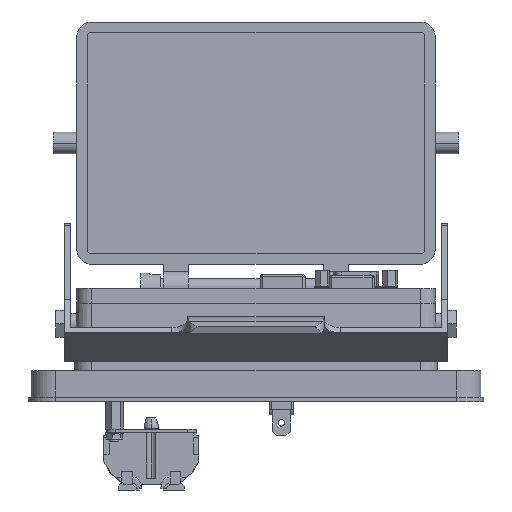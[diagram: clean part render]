
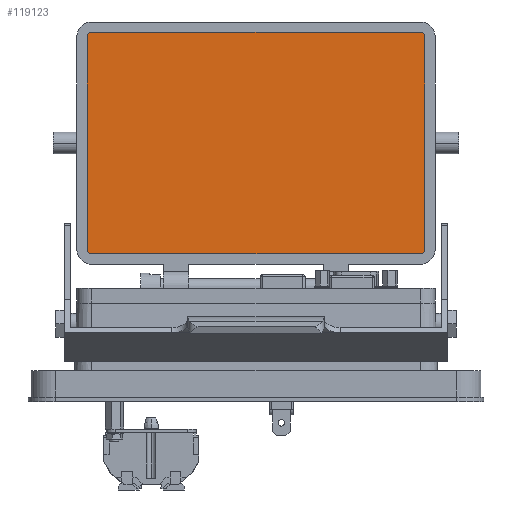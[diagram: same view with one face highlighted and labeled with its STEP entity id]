
A CAD part, front view. The second image highlights one B-rep face of the part: STEP entity #119123.
In plain terms, the highlighted planar face has unit normal (0, -1, 0).
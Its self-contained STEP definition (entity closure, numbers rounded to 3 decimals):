
#6188 = DIRECTION ( 'NONE',  ( 0., 0., 1. ) ) ;
#10616 = VERTEX_POINT ( 'NONE', #89831 ) ;
#11470 = AXIS2_PLACEMENT_3D ( 'NONE', #107911, #52638, #117100 ) ;
#13736 = CIRCLE ( 'NONE', #92629, 1.671 ) ;
#18246 = CARTESIAN_POINT ( 'NONE',  ( 60.368, 67.588, 134.976 ) ) ;
#18752 = CIRCLE ( 'NONE', #99239, 1.671 ) ;
#19676 = VECTOR ( 'NONE', #39090, 1000. ) ;
#20097 = ORIENTED_EDGE ( 'NONE', *, *, #105533, .F. ) ;
#24079 = ORIENTED_EDGE ( 'NONE', *, *, #102738, .F. ) ;
#24852 = DIRECTION ( 'NONE',  ( 0., 0., 1. ) ) ;
#25127 = CARTESIAN_POINT ( 'NONE',  ( 60.368, 67.588, 133.304 ) ) ;
#25480 = CARTESIAN_POINT ( 'NONE',  ( -60.368, 67.588, 133.304 ) ) ;
#28362 = PLANE ( 'NONE',  #116883 ) ;
#29061 = EDGE_LOOP ( 'NONE', ( #65936, #20097, #24079, #99408, #85264, #32585, #72994, #55920 ) ) ;
#32100 = VERTEX_POINT ( 'NONE', #111090 ) ;
#32585 = ORIENTED_EDGE ( 'NONE', *, *, #113615, .T. ) ;
#34146 = CARTESIAN_POINT ( 'NONE',  ( 62.039, 67.588, 55.215 ) ) ;
#34407 = DIRECTION ( 'NONE',  ( 1., 0., 0. ) ) ;
#34778 = DIRECTION ( 'NONE',  ( 1., 0., 0. ) ) ;
#36548 = LINE ( 'NONE', #108495, #61126 ) ;
#39090 = DIRECTION ( 'NONE',  ( -1., 0., 0. ) ) ;
#39104 = CARTESIAN_POINT ( 'NONE',  ( -60.368, 67.588, 53.543 ) ) ;
#43928 = DIRECTION ( 'NONE',  ( -1., 0., 0. ) ) ;
#45136 = LINE ( 'NONE', #52203, #91516 ) ;
#45205 = CARTESIAN_POINT ( 'NONE',  ( -60.368, 67.588, 55.215 ) ) ;
#46923 = DIRECTION ( 'NONE',  ( 0., 1., 0. ) ) ;
#50050 = LINE ( 'NONE', #103681, #19676 ) ;
#51381 = CARTESIAN_POINT ( 'NONE',  ( -62.039, 67.588, 133.304 ) ) ;
#52203 = CARTESIAN_POINT ( 'NONE',  ( -62.039, 67.588, 55.215 ) ) ;
#52638 = DIRECTION ( 'NONE',  ( 0., -1., 0. ) ) ;
#54470 = DIRECTION ( 'NONE',  ( 1., 0., 0. ) ) ;
#55920 = ORIENTED_EDGE ( 'NONE', *, *, #110439, .T. ) ;
#56572 = FACE_OUTER_BOUND ( 'NONE', #29061, .T. ) ;
#61126 = VECTOR ( 'NONE', #43928, 1000. ) ;
#65936 = ORIENTED_EDGE ( 'NONE', *, *, #107626, .T. ) ;
#69457 = VERTEX_POINT ( 'NONE', #119552 ) ;
#71889 = AXIS2_PLACEMENT_3D ( 'NONE', #45205, #109757, #54470 ) ;
#72994 = ORIENTED_EDGE ( 'NONE', *, *, #111140, .T. ) ;
#75161 = CIRCLE ( 'NONE', #71889, 1.671 ) ;
#78452 = VERTEX_POINT ( 'NONE', #18246 ) ;
#83593 = CARTESIAN_POINT ( 'NONE',  ( 62.039, 67.588, 55.215 ) ) ;
#85264 = ORIENTED_EDGE ( 'NONE', *, *, #113935, .T. ) ;
#89831 = CARTESIAN_POINT ( 'NONE',  ( -62.039, 67.588, 55.215 ) ) ;
#89918 = DIRECTION ( 'NONE',  ( 0., -1., 0. ) ) ;
#90270 = DIRECTION ( 'NONE',  ( 0., -1., 0. ) ) ;
#91516 = VECTOR ( 'NONE', #6188, 1000. ) ;
#92629 = AXIS2_PLACEMENT_3D ( 'NONE', #25127, #89918, #34407 ) ;
#96318 = CIRCLE ( 'NONE', #11470, 1.671 ) ;
#97779 = LINE ( 'NONE', #34146, #119198 ) ;
#99239 = AXIS2_PLACEMENT_3D ( 'NONE', #25480, #90270, #34778 ) ;
#99408 = ORIENTED_EDGE ( 'NONE', *, *, #116184, .F. ) ;
#102262 = CARTESIAN_POINT ( 'NONE',  ( -60.368, 67.588, 55.215 ) ) ;
#102738 = EDGE_CURVE ( 'NONE', #102964, #10616, #75161, .T. ) ;
#102964 = VERTEX_POINT ( 'NONE', #39104 ) ;
#103681 = CARTESIAN_POINT ( 'NONE',  ( -60.368, 67.588, 134.976 ) ) ;
#105533 = EDGE_CURVE ( 'NONE', #10616, #118849, #45136, .T. ) ;
#106778 = CARTESIAN_POINT ( 'NONE',  ( 60.368, 67.588, 53.543 ) ) ;
#107626 = EDGE_CURVE ( 'NONE', #69457, #118849, #18752, .T. ) ;
#107911 = CARTESIAN_POINT ( 'NONE',  ( 60.368, 67.588, 55.215 ) ) ;
#108495 = CARTESIAN_POINT ( 'NONE',  ( -60.368, 67.588, 53.543 ) ) ;
#109757 = DIRECTION ( 'NONE',  ( 0., 1., 0. ) ) ;
#110439 = EDGE_CURVE ( 'NONE', #78452, #69457, #50050, .T. ) ;
#111090 = CARTESIAN_POINT ( 'NONE',  ( 62.039, 67.588, 133.304 ) ) ;
#111140 = EDGE_CURVE ( 'NONE', #32100, #78452, #13736, .T. ) ;
#111435 = DIRECTION ( 'NONE',  ( 1., 0., 0. ) ) ;
#113548 = VERTEX_POINT ( 'NONE', #106778 ) ;
#113615 = EDGE_CURVE ( 'NONE', #113775, #32100, #97779, .T. ) ;
#113775 = VERTEX_POINT ( 'NONE', #83593 ) ;
#113935 = EDGE_CURVE ( 'NONE', #113548, #113775, #96318, .T. ) ;
#116184 = EDGE_CURVE ( 'NONE', #113548, #102964, #36548, .T. ) ;
#116883 = AXIS2_PLACEMENT_3D ( 'NONE', #102262, #46923, #111435 ) ;
#117100 = DIRECTION ( 'NONE',  ( 1., 0., 0. ) ) ;
#118849 = VERTEX_POINT ( 'NONE', #51381 ) ;
#119123 = ADVANCED_FACE ( 'NONE', ( #56572 ), #28362, .F. ) ;
#119198 = VECTOR ( 'NONE', #24852, 1000. ) ;
#119552 = CARTESIAN_POINT ( 'NONE',  ( -60.368, 67.588, 134.976 ) ) ;
